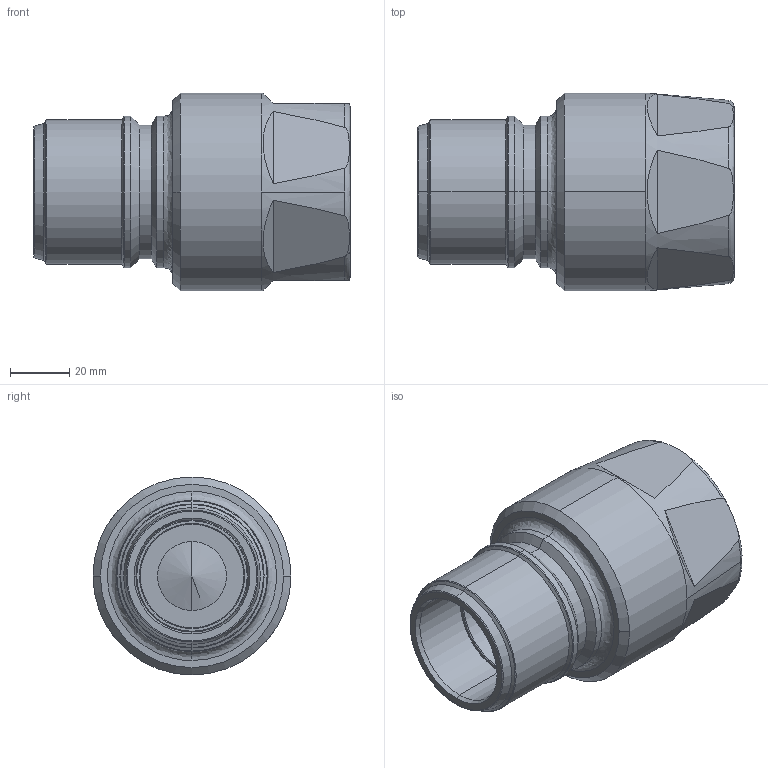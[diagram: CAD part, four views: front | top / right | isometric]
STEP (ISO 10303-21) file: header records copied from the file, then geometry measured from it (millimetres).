
FILE_DESCRIPTION (( 'STEP AP214' ), '1' );
FILE_NAME ('15020 V.STEP', '2015-09-04T07:57:30', ( 'admin' ), ( 'Microsoft' ), 'SwSTEP 2.0', 'SolidWorks 2009', '' );
FILE_SCHEMA (( 'AUTOMOTIVE_DESIGN' ));
Length unit declared in the file: millimetre
Products named in the file (1): 15020 V
Bounding box: 107 x 67 x 67 mm (x, y, z)
Volume: 192594.3 mm3; surface area: 34873.1 mm2
Topology: 1 solids, 1 shells, 68 faces, 156 edges, 93 vertices
Faces by surface type: cone 24, plane 18, cylinder 16, bspline 10
Entity records: 2369 total; most frequent: CARTESIAN_POINT 766, DIRECTION 316, ORIENTED_EDGE 308, EDGE_CURVE 154, AXIS2_PLACEMENT_3D 135, VERTEX_POINT 93, CIRCLE 76, EDGE_LOOP 73
